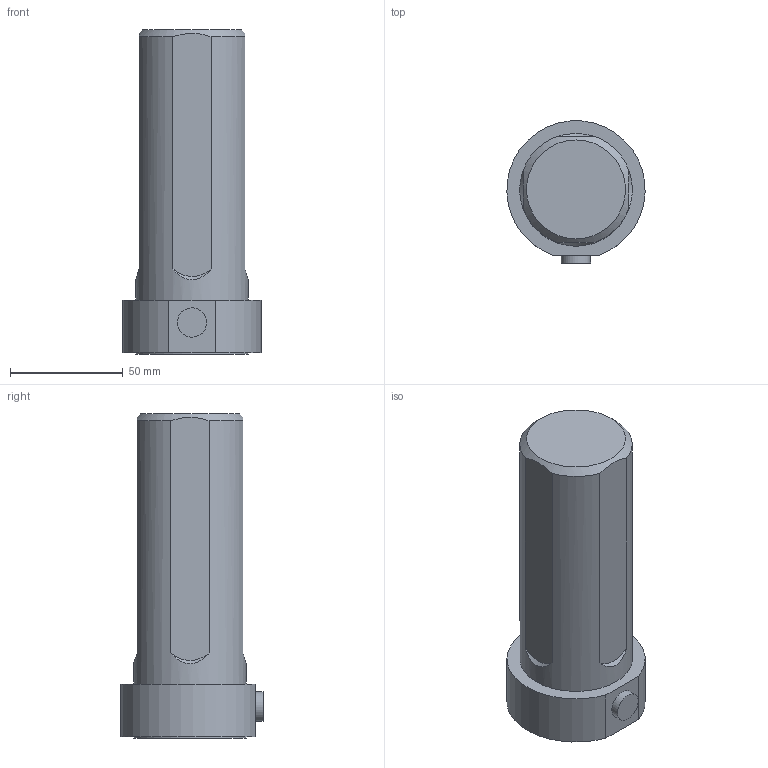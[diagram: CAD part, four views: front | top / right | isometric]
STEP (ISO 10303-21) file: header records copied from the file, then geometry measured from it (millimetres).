
FILE_DESCRIPTION(/* description */ (''),/* implementation_level */ '2;1');
FILE_NAME(/* name */ '1536581373030.stp',/* time_stamp */ '2018-09-10T17:39:43+05:00',/* author */ (''),/* organization */ ('SMS'),/* preprocessor_version */ 'ST-DEVELOPER v15',/* originating_system */ 'SIEMENS PLM Software NX 8.5',/* authorisation */ '');
FILE_SCHEMA (('AUTOMOTIVE_DESIGN { 1 0 10303 214 3 1 1 1 }'));
Length unit declared in the file: millimetre
Products named in the file (1): 201721457mod000_00
Bounding box: 61.44 x 63.14 x 144 mm (x, y, z)
Volume: 270718.9 mm3; surface area: 32232.6 mm2
Topology: 1 solids, 1 shells, 28 faces, 69 edges, 51 vertices
Faces by surface type: plane 12, cone 7, cylinder 5, extrusion 4
Full cylindrical faces by diameter (mm): 3 x1, 13 x1, 49.979 x1, 50 x1
Entity records: 969 total; most frequent: CARTESIAN_POINT 276, DIRECTION 136, ORIENTED_EDGE 120, EDGE_CURVE 60, AXIS2_PLACEMENT_3D 57, VERTEX_POINT 44, EDGE_LOOP 38, CIRCLE 29
